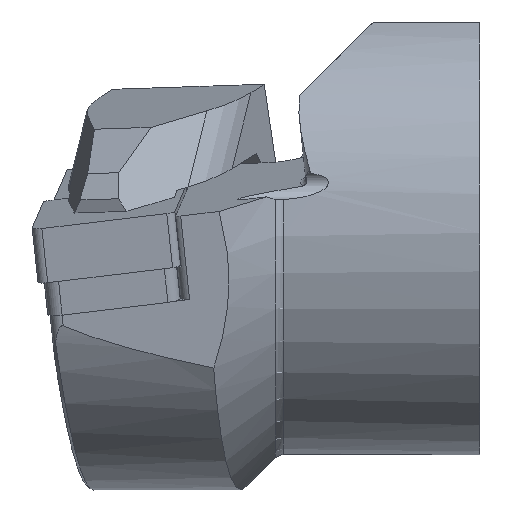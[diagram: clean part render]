
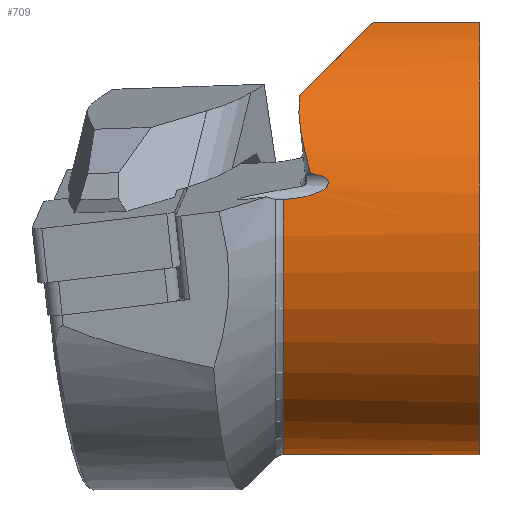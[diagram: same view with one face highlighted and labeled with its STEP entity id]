
A CAD part, front view. The second image highlights one B-rep face of the part: STEP entity #709.
In plain terms, the highlighted cylindrical face has radius 20 mm (diameter 40 mm), a partial arc.
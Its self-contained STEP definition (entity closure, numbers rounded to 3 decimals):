
#544=B_SPLINE_CURVE_WITH_KNOTS('',3,(#3050,#3051,#3052,#3053,#3054,#3055),
 .UNSPECIFIED.,.F.,.F.,(4,2,4),(0.,0.5,1.),.UNSPECIFIED.);
#545=B_SPLINE_CURVE_WITH_KNOTS('',3,(#3058,#3059,#3060,#3061,#3062,#3063,
#3064,#3065,#3066,#3067,#3068,#3069),.UNSPECIFIED.,.F.,.F.,(4,2,2,2,2,4),
(0.,0.125,0.25,0.375,0.5,1.),.UNSPECIFIED.);
#546=B_SPLINE_CURVE_WITH_KNOTS('',3,(#3073,#3074,#3075,#3076,#3077,#3078),
 .UNSPECIFIED.,.F.,.F.,(4,2,4),(0.,0.5,1.),.UNSPECIFIED.);
#547=B_SPLINE_CURVE_WITH_KNOTS('',3,(#3082,#3083,#3084,#3085),
 .UNSPECIFIED.,.F.,.F.,(4,4),(0.,1.),.UNSPECIFIED.);
#585=ELLIPSE('',#2206,20.114,20.);
#586=ELLIPSE('',#2207,28.284,20.);
#587=ELLIPSE('',#2208,28.284,20.);
#602=CYLINDRICAL_SURFACE('',#2209,20.);
#644=CIRCLE('',#2200,20.);
#646=CIRCLE('',#2204,20.);
#647=CIRCLE('',#2205,20.);
#709=ADVANCED_FACE('',(#848),#602,.T.);
#848=FACE_OUTER_BOUND('',#937,.T.);
#937=EDGE_LOOP('',(#1220,#1221,#1222,#1223,#1224,#1225,#1226,#1227,#1228,
#1229,#1230,#1231));
#1220=ORIENTED_EDGE('',*,*,#1746,.T.);
#1221=ORIENTED_EDGE('',*,*,#1747,.T.);
#1222=ORIENTED_EDGE('',*,*,#1748,.T.);
#1223=ORIENTED_EDGE('',*,*,#1749,.T.);
#1224=ORIENTED_EDGE('',*,*,#1750,.T.);
#1225=ORIENTED_EDGE('',*,*,#1751,.T.);
#1226=ORIENTED_EDGE('',*,*,#1752,.T.);
#1227=ORIENTED_EDGE('',*,*,#1753,.T.);
#1228=ORIENTED_EDGE('',*,*,#1754,.T.);
#1229=ORIENTED_EDGE('',*,*,#1740,.F.);
#1230=ORIENTED_EDGE('',*,*,#1755,.T.);
#1231=ORIENTED_EDGE('',*,*,#1756,.T.);
#1548=VERTEX_POINT('',#3027);
#1549=VERTEX_POINT('',#3028);
#1553=VERTEX_POINT('',#3056);
#1554=VERTEX_POINT('',#3057);
#1555=VERTEX_POINT('',#3070);
#1556=VERTEX_POINT('',#3072);
#1557=VERTEX_POINT('',#3079);
#1558=VERTEX_POINT('',#3081);
#1559=VERTEX_POINT('',#3086);
#1560=VERTEX_POINT('',#3088);
#1561=VERTEX_POINT('',#3090);
#1562=VERTEX_POINT('',#3093);
#1740=EDGE_CURVE('',#1548,#1549,#644,.T.);
#1746=EDGE_CURVE('',#1553,#1554,#544,.T.);
#1747=EDGE_CURVE('',#1554,#1555,#545,.T.);
#1748=EDGE_CURVE('',#1555,#1556,#646,.T.);
#1749=EDGE_CURVE('',#1556,#1557,#546,.T.);
#1750=EDGE_CURVE('',#1557,#1558,#647,.T.);
#1751=EDGE_CURVE('',#1558,#1559,#547,.T.);
#1752=EDGE_CURVE('',#1559,#1560,#585,.T.);
#1753=EDGE_CURVE('',#1560,#1561,#586,.T.);
#1754=EDGE_CURVE('',#1561,#1549,#1932,.T.);
#1755=EDGE_CURVE('',#1548,#1562,#1933,.T.);
#1756=EDGE_CURVE('',#1562,#1553,#587,.T.);
#1932=LINE('',#3091,#2077);
#1933=LINE('',#3092,#2078);
#2077=VECTOR('',#2553,1.);
#2078=VECTOR('',#2554,1.);
#2200=AXIS2_PLACEMENT_3D('',#3026,#2536,#2537);
#2204=AXIS2_PLACEMENT_3D('',#3071,#2545,#2546);
#2205=AXIS2_PLACEMENT_3D('',#3080,#2547,#2548);
#2206=AXIS2_PLACEMENT_3D('',#3087,#2549,#2550);
#2207=AXIS2_PLACEMENT_3D('',#3089,#2551,#2552);
#2208=AXIS2_PLACEMENT_3D('',#3094,#2555,#2556);
#2209=AXIS2_PLACEMENT_3D('',#3095,#2557,#2558);
#2536=DIRECTION('',(1.,0.,0.));
#2537=DIRECTION('',(0.,0.,-1.));
#2545=DIRECTION('',(1.,0.,0.));
#2546=DIRECTION('',(0.,0.,-1.));
#2547=DIRECTION('',(1.,0.,0.));
#2548=DIRECTION('',(0.,0.,-1.));
#2549=DIRECTION('',(0.994,0.,0.106));
#2550=DIRECTION('',(0.106,0.,-0.994));
#2551=DIRECTION('',(0.707,0.,-0.707));
#2552=DIRECTION('',(0.707,0.,0.707));
#2553=DIRECTION('',(1.,0.,0.));
#2554=DIRECTION('',(-1.,0.,0.));
#2555=DIRECTION('',(0.707,0.,-0.707));
#2556=DIRECTION('',(0.707,0.,0.707));
#2557=DIRECTION('',(1.,0.,0.));
#2558=DIRECTION('',(0.,0.,-1.));
#3026=CARTESIAN_POINT('',(40.,0.,0.));
#3027=CARTESIAN_POINT('',(40.,-7.093,18.7));
#3028=CARTESIAN_POINT('',(40.,7.093,18.7));
#3050=CARTESIAN_POINT('',(23.873,-15.918,12.109));
#3051=CARTESIAN_POINT('',(23.745,-16.712,11.065));
#3052=CARTESIAN_POINT('',(23.838,-17.413,9.923));
#3053=CARTESIAN_POINT('',(24.235,-18.546,7.598));
#3054=CARTESIAN_POINT('',(24.538,-18.986,6.412));
#3055=CARTESIAN_POINT('',(24.875,-19.314,5.193));
#3056=CARTESIAN_POINT('',(23.873,-15.918,12.109));
#3057=CARTESIAN_POINT('',(24.875,-19.314,5.193));
#3058=CARTESIAN_POINT('',(24.875,-19.314,5.193));
#3059=CARTESIAN_POINT('',(25.141,-19.326,5.149));
#3060=CARTESIAN_POINT('',(25.403,-19.341,5.092));
#3061=CARTESIAN_POINT('',(25.908,-19.385,4.923));
#3062=CARTESIAN_POINT('',(26.173,-19.413,4.814));
#3063=CARTESIAN_POINT('',(26.524,-19.51,4.407));
#3064=CARTESIAN_POINT('',(26.448,-19.579,4.088));
#3065=CARTESIAN_POINT('',(26.058,-19.654,3.71));
#3066=CARTESIAN_POINT('',(25.815,-19.677,3.582));
#3067=CARTESIAN_POINT('',(24.575,-19.774,3.034));
#3068=CARTESIAN_POINT('',(23.494,-19.79,2.89));
#3069=CARTESIAN_POINT('',(22.414,-19.799,2.83));
#3070=CARTESIAN_POINT('',(22.414,-19.799,2.83));
#3071=CARTESIAN_POINT('',(22.414,0.,0.));
#3072=CARTESIAN_POINT('',(22.414,5.323,-19.279));
#3073=CARTESIAN_POINT('',(22.414,5.323,-19.279));
#3074=CARTESIAN_POINT('',(24.767,6.141,-19.053));
#3075=CARTESIAN_POINT('',(26.719,7.814,-18.54));
#3076=CARTESIAN_POINT('',(29.078,11.633,-16.415));
#3077=CARTESIAN_POINT('',(29.464,13.627,-14.85));
#3078=CARTESIAN_POINT('',(29.464,15.24,-12.952));
#3079=CARTESIAN_POINT('',(29.464,15.24,-12.952));
#3080=CARTESIAN_POINT('',(29.464,0.,0.));
#3081=CARTESIAN_POINT('',(29.464,15.24,12.952));
#3082=CARTESIAN_POINT('',(29.464,15.24,12.952));
#3083=CARTESIAN_POINT('',(29.464,14.075,14.322));
#3084=CARTESIAN_POINT('',(29.269,12.719,15.527));
#3085=CARTESIAN_POINT('',(28.705,11.318,16.489));
#3086=CARTESIAN_POINT('',(28.705,11.318,16.489));
#3087=CARTESIAN_POINT('',(30.47,0.,0.));
#3088=CARTESIAN_POINT('',(28.661,10.701,16.897));
#3089=CARTESIAN_POINT('',(11.764,0.,0.));
#3090=CARTESIAN_POINT('',(30.464,7.093,18.7));
#3091=CARTESIAN_POINT('',(0.,7.093,18.7));
#3092=CARTESIAN_POINT('',(0.,-7.093,18.7));
#3093=CARTESIAN_POINT('',(30.464,-7.093,18.7));
#3094=CARTESIAN_POINT('',(11.764,0.,0.));
#3095=CARTESIAN_POINT('',(0.,0.,0.));
